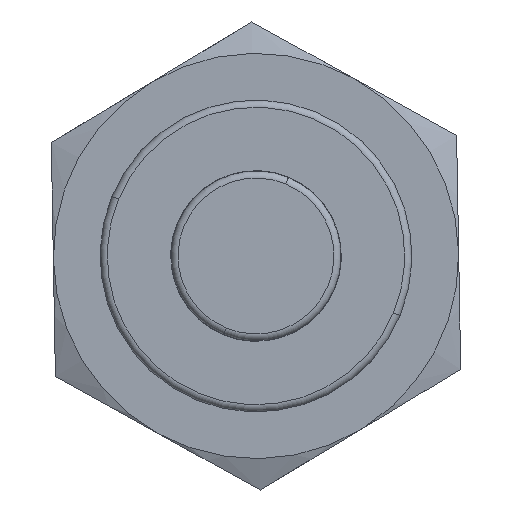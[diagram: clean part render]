
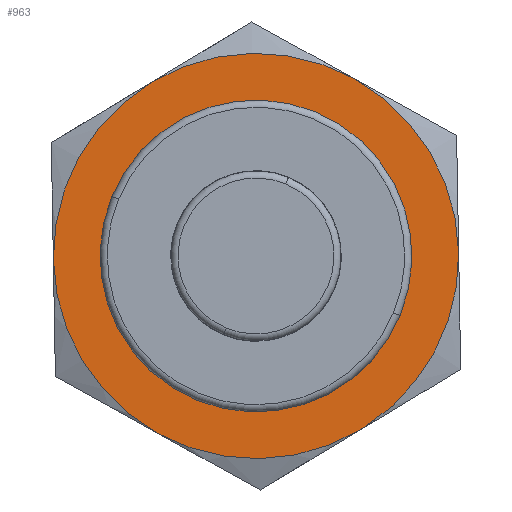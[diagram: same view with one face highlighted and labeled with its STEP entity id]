
A CAD part, left-side view. The second image highlights one B-rep face of the part: STEP entity #963.
In plain terms, the highlighted planar face has unit normal (-1, 0, 0).
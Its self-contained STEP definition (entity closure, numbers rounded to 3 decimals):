
#43 = CIRCLE ( 'NONE', #404, 10. ) ;
#66 = DIRECTION ( 'NONE',  ( 1., 0., 0. ) ) ;
#120 = CARTESIAN_POINT ( 'NONE',  ( 0., 0., 0. ) ) ;
#129 = DIRECTION ( 'NONE',  ( 1., 0., 0. ) ) ;
#208 = DIRECTION ( 'NONE',  ( 1., 0., 0. ) ) ;
#227 = CIRCLE ( 'NONE', #507, 14.3 ) ;
#271 = ORIENTED_EDGE ( 'NONE', *, *, #1165, .F. ) ;
#327 = DIRECTION ( 'NONE',  ( 1., 0., 0. ) ) ;
#333 = DIRECTION ( 'NONE',  ( 1., 0., 0. ) ) ;
#341 = EDGE_LOOP ( 'NONE', ( #2413, #2195 ) ) ;
#342 = EDGE_CURVE ( 'NONE', #665, #1942, #516, .T. ) ;
#376 = CARTESIAN_POINT ( 'NONE',  ( 0., 0., 0. ) ) ;
#387 = CARTESIAN_POINT ( 'NONE',  ( 0., 0., 0. ) ) ;
#394 = VERTEX_POINT ( 'NONE', #579 ) ;
#404 = AXIS2_PLACEMENT_3D ( 'NONE', #715, #2344, #2332 ) ;
#420 = AXIS2_PLACEMENT_3D ( 'NONE', #1045, #1752, #829 ) ;
#496 = CARTESIAN_POINT ( 'NONE',  ( 0., 0., 0. ) ) ;
#499 = CARTESIAN_POINT ( 'NONE',  ( 0., 12.2, 7.46 ) ) ;
#507 = AXIS2_PLACEMENT_3D ( 'NONE', #376, #2151, #1459 ) ;
#516 = CIRCLE ( 'NONE', #420, 14.3 ) ;
#556 = CARTESIAN_POINT ( 'NONE',  ( 0., 0., 0. ) ) ;
#561 = DIRECTION ( 'NONE',  ( 1., 0., 0. ) ) ;
#578 = CIRCLE ( 'NONE', #915, 14.3 ) ;
#579 = CARTESIAN_POINT ( 'NONE',  ( 0., 12.56, -6.836 ) ) ;
#609 = EDGE_CURVE ( 'NONE', #1964, #1774, #43, .T. ) ;
#631 = ORIENTED_EDGE ( 'NONE', *, *, #1665, .F. ) ;
#665 = VERTEX_POINT ( 'NONE', #2420 ) ;
#666 = EDGE_CURVE ( 'NONE', #1774, #1964, #2176, .T. ) ;
#715 = CARTESIAN_POINT ( 'NONE',  ( 0., 0., 0. ) ) ;
#731 = CARTESIAN_POINT ( 'NONE',  ( 0., 0., 0. ) ) ;
#748 = AXIS2_PLACEMENT_3D ( 'NONE', #731, #1620, #2540 ) ;
#776 = ORIENTED_EDGE ( 'NONE', *, *, #342, .F. ) ;
#808 = DIRECTION ( 'NONE',  ( 0., 0., -1. ) ) ;
#829 = DIRECTION ( 'NONE',  ( 0., 0., -1. ) ) ;
#890 = EDGE_CURVE ( 'NONE', #2671, #394, #227, .T. ) ;
#891 = ORIENTED_EDGE ( 'NONE', *, *, #1090, .F. ) ;
#915 = AXIS2_PLACEMENT_3D ( 'NONE', #496, #66, #1603 ) ;
#946 = AXIS2_PLACEMENT_3D ( 'NONE', #1791, #208, #2494 ) ;
#954 = VERTEX_POINT ( 'NONE', #1575 ) ;
#963 = ADVANCED_FACE ( 'NONE', ( #1077, #1307 ), #2217, .F. ) ;
#1045 = CARTESIAN_POINT ( 'NONE',  ( 0., 0., 0. ) ) ;
#1077 = FACE_BOUND ( 'NONE', #341, .T. ) ;
#1090 = EDGE_CURVE ( 'NONE', #1227, #954, #1750, .T. ) ;
#1101 = AXIS2_PLACEMENT_3D ( 'NONE', #2354, #327, #2602 ) ;
#1144 = AXIS2_PLACEMENT_3D ( 'NONE', #556, #129, #808 ) ;
#1165 = EDGE_CURVE ( 'NONE', #954, #665, #1561, .T. ) ;
#1227 = VERTEX_POINT ( 'NONE', #2449 ) ;
#1235 = CARTESIAN_POINT ( 'NONE',  ( 0., 0., 10. ) ) ;
#1307 = FACE_OUTER_BOUND ( 'NONE', #2298, .T. ) ;
#1459 = DIRECTION ( 'NONE',  ( 0., 0., 1. ) ) ;
#1487 = DIRECTION ( 'NONE',  ( 0., 0., -1. ) ) ;
#1561 = CIRCLE ( 'NONE', #1101, 14.3 ) ;
#1575 = CARTESIAN_POINT ( 'NONE',  ( 0., -0.36, 14.295 ) ) ;
#1583 = ORIENTED_EDGE ( 'NONE', *, *, #890, .T. ) ;
#1590 = CIRCLE ( 'NONE', #748, 14.3 ) ;
#1603 = DIRECTION ( 'NONE',  ( 0., 0., -1. ) ) ;
#1620 = DIRECTION ( 'NONE',  ( 1., 0., 0. ) ) ;
#1665 = EDGE_CURVE ( 'NONE', #2818, #394, #578, .T. ) ;
#1750 = CIRCLE ( 'NONE', #1144, 14.3 ) ;
#1752 = DIRECTION ( 'NONE',  ( 1., 0., 0. ) ) ;
#1774 = VERTEX_POINT ( 'NONE', #2751 ) ;
#1791 = CARTESIAN_POINT ( 'NONE',  ( 0., 0., 0. ) ) ;
#1879 = AXIS2_PLACEMENT_3D ( 'NONE', #387, #561, #1953 ) ;
#1942 = VERTEX_POINT ( 'NONE', #2407 ) ;
#1953 = DIRECTION ( 'NONE',  ( 0., 0., -1. ) ) ;
#1964 = VERTEX_POINT ( 'NONE', #1235 ) ;
#1996 = ORIENTED_EDGE ( 'NONE', *, *, #2680, .F. ) ;
#2151 = DIRECTION ( 'NONE',  ( -1., 0., 0. ) ) ;
#2176 = CIRCLE ( 'NONE', #1879, 10. ) ;
#2195 = ORIENTED_EDGE ( 'NONE', *, *, #666, .T. ) ;
#2217 = PLANE ( 'NONE',  #946 ) ;
#2298 = EDGE_LOOP ( 'NONE', ( #631, #2828, #776, #271, #891, #1996, #1583 ) ) ;
#2332 = DIRECTION ( 'NONE',  ( 0., 0., -1. ) ) ;
#2344 = DIRECTION ( 'NONE',  ( 1., 0., 0. ) ) ;
#2345 = AXIS2_PLACEMENT_3D ( 'NONE', #120, #333, #1487 ) ;
#2354 = CARTESIAN_POINT ( 'NONE',  ( 0., 0., 0. ) ) ;
#2407 = CARTESIAN_POINT ( 'NONE',  ( 0., -12.2, -7.46 ) ) ;
#2413 = ORIENTED_EDGE ( 'NONE', *, *, #609, .T. ) ;
#2420 = CARTESIAN_POINT ( 'NONE',  ( 0., -12.56, 6.836 ) ) ;
#2449 = CARTESIAN_POINT ( 'NONE',  ( 0., 0., 14.3 ) ) ;
#2494 = DIRECTION ( 'NONE',  ( 0., 0., -1. ) ) ;
#2540 = DIRECTION ( 'NONE',  ( 0., 0., -1. ) ) ;
#2553 = CIRCLE ( 'NONE', #2345, 14.3 ) ;
#2602 = DIRECTION ( 'NONE',  ( 0., 0., -1. ) ) ;
#2671 = VERTEX_POINT ( 'NONE', #499 ) ;
#2680 = EDGE_CURVE ( 'NONE', #2671, #1227, #1590, .T. ) ;
#2703 = EDGE_CURVE ( 'NONE', #1942, #2818, #2553, .T. ) ;
#2751 = CARTESIAN_POINT ( 'NONE',  ( 0., 0., -10. ) ) ;
#2818 = VERTEX_POINT ( 'NONE', #2865 ) ;
#2828 = ORIENTED_EDGE ( 'NONE', *, *, #2703, .F. ) ;
#2865 = CARTESIAN_POINT ( 'NONE',  ( 0., 0.36, -14.295 ) ) ;
